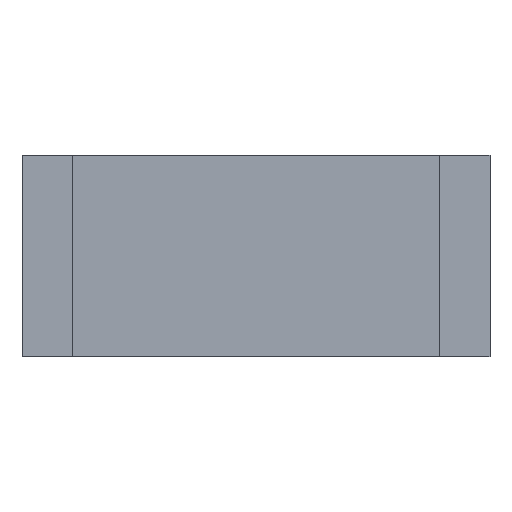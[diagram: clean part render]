
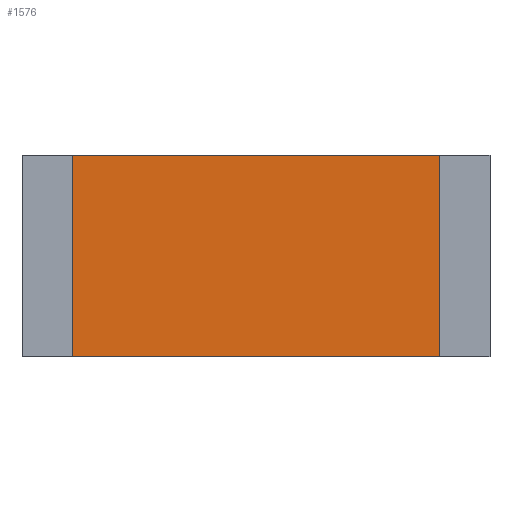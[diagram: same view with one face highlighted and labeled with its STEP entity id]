
A CAD part, front view. The second image highlights one B-rep face of the part: STEP entity #1576.
In plain terms, the highlighted planar face has unit normal (0, -1, 0).
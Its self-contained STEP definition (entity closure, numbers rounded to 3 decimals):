
#32 = PLANE('',#33);
#33 = AXIS2_PLACEMENT_3D('',#34,#35,#36);
#34 = CARTESIAN_POINT('',(-32.5,8.5,0.));
#35 = DIRECTION('',(0.,0.,-1.));
#36 = DIRECTION('',(0.,-1.,0.));
#361 = VERTEX_POINT('',#362);
#362 = CARTESIAN_POINT('',(25.5,-3.5,0.));
#375 = PLANE('',#376);
#376 = AXIS2_PLACEMENT_3D('',#377,#378,#379);
#377 = CARTESIAN_POINT('',(25.5,-3.5,28.));
#378 = DIRECTION('',(1.,0.,0.));
#379 = DIRECTION('',(0.,1.,0.));
#386 = EDGE_CURVE('',#361,#387,#389,.T.);
#387 = VERTEX_POINT('',#388);
#388 = CARTESIAN_POINT('',(-25.5,-3.5,0.));
#389 = SURFACE_CURVE('',#390,(#394,#400),.PCURVE_S1.);
#390 = LINE('',#391,#392);
#391 = CARTESIAN_POINT('',(-29.,-3.5,0.));
#392 = VECTOR('',#393,1.);
#393 = DIRECTION('',(-1.,0.,0.));
#394 = PCURVE('',#32,#395);
#395 = DEFINITIONAL_REPRESENTATION('',(#396),#399);
#396 = B_SPLINE_CURVE_WITH_KNOTS('',1,(#397,#398),.UNSPECIFIED.,.F.,.F.,
  (2,2),(-54.5,-3.5),.PIECEWISE_BEZIER_KNOTS.);
#397 = CARTESIAN_POINT('',(12.,-58.));
#398 = CARTESIAN_POINT('',(12.,-7.));
#399 = ( GEOMETRIC_REPRESENTATION_CONTEXT(2) 
PARAMETRIC_REPRESENTATION_CONTEXT() REPRESENTATION_CONTEXT('2D SPACE',''
  ) );
#400 = PCURVE('',#401,#406);
#401 = PLANE('',#402);
#402 = AXIS2_PLACEMENT_3D('',#403,#404,#405);
#403 = CARTESIAN_POINT('',(-25.5,-3.5,28.));
#404 = DIRECTION('',(0.,-1.,0.));
#405 = DIRECTION('',(1.,0.,0.));
#406 = DEFINITIONAL_REPRESENTATION('',(#407),#410);
#407 = B_SPLINE_CURVE_WITH_KNOTS('',1,(#408,#409),.UNSPECIFIED.,.F.,.F.,
  (2,2),(-54.5,-3.5),.PIECEWISE_BEZIER_KNOTS.);
#408 = CARTESIAN_POINT('',(51.,-28.));
#409 = CARTESIAN_POINT('',(0.,-28.));
#410 = ( GEOMETRIC_REPRESENTATION_CONTEXT(2) 
PARAMETRIC_REPRESENTATION_CONTEXT() REPRESENTATION_CONTEXT('2D SPACE',''
  ) );
#427 = PLANE('',#428);
#428 = AXIS2_PLACEMENT_3D('',#429,#430,#431);
#429 = CARTESIAN_POINT('',(-25.5,-66.,28.));
#430 = DIRECTION('',(-1.,0.,0.));
#431 = DIRECTION('',(0.,0.,-1.));
#851 = PLANE('',#852);
#852 = AXIS2_PLACEMENT_3D('',#853,#854,#855);
#853 = CARTESIAN_POINT('',(-32.5,-64.,28.));
#854 = DIRECTION('',(0.,0.,1.));
#855 = DIRECTION('',(0.,1.,0.));
#1533 = VERTEX_POINT('',#1534);
#1534 = CARTESIAN_POINT('',(-25.5,-3.5,28.));
#1555 = EDGE_CURVE('',#1533,#387,#1556,.T.);
#1556 = SURFACE_CURVE('',#1557,(#1561,#1568),.PCURVE_S1.);
#1557 = LINE('',#1558,#1559);
#1558 = CARTESIAN_POINT('',(-25.5,-3.5,28.));
#1559 = VECTOR('',#1560,1.);
#1560 = DIRECTION('',(0.,0.,-1.));
#1561 = PCURVE('',#427,#1562);
#1562 = DEFINITIONAL_REPRESENTATION('',(#1563),#1567);
#1563 = LINE('',#1564,#1565);
#1564 = CARTESIAN_POINT('',(0.,-62.5));
#1565 = VECTOR('',#1566,1.);
#1566 = DIRECTION('',(1.,0.));
#1567 = ( GEOMETRIC_REPRESENTATION_CONTEXT(2) 
PARAMETRIC_REPRESENTATION_CONTEXT() REPRESENTATION_CONTEXT('2D SPACE',''
  ) );
#1568 = PCURVE('',#401,#1569);
#1569 = DEFINITIONAL_REPRESENTATION('',(#1570),#1574);
#1570 = LINE('',#1571,#1572);
#1571 = CARTESIAN_POINT('',(0.,0.));
#1572 = VECTOR('',#1573,1.);
#1573 = DIRECTION('',(0.,-1.));
#1574 = ( GEOMETRIC_REPRESENTATION_CONTEXT(2) 
PARAMETRIC_REPRESENTATION_CONTEXT() REPRESENTATION_CONTEXT('2D SPACE',''
  ) );
#1576 = ADVANCED_FACE('',(#1577),#401,.T.);
#1577 = FACE_BOUND('',#1578,.T.);
#1578 = EDGE_LOOP('',(#1579,#1602,#1603,#1604));
#1579 = ORIENTED_EDGE('',*,*,#1580,.F.);
#1580 = EDGE_CURVE('',#1533,#1581,#1583,.T.);
#1581 = VERTEX_POINT('',#1582);
#1582 = CARTESIAN_POINT('',(25.5,-3.5,28.));
#1583 = SURFACE_CURVE('',#1584,(#1588,#1595),.PCURVE_S1.);
#1584 = LINE('',#1585,#1586);
#1585 = CARTESIAN_POINT('',(-25.5,-3.5,28.));
#1586 = VECTOR('',#1587,1.);
#1587 = DIRECTION('',(1.,0.,0.));
#1588 = PCURVE('',#401,#1589);
#1589 = DEFINITIONAL_REPRESENTATION('',(#1590),#1594);
#1590 = LINE('',#1591,#1592);
#1591 = CARTESIAN_POINT('',(0.,0.));
#1592 = VECTOR('',#1593,1.);
#1593 = DIRECTION('',(1.,0.));
#1594 = ( GEOMETRIC_REPRESENTATION_CONTEXT(2) 
PARAMETRIC_REPRESENTATION_CONTEXT() REPRESENTATION_CONTEXT('2D SPACE',''
  ) );
#1595 = PCURVE('',#851,#1596);
#1596 = DEFINITIONAL_REPRESENTATION('',(#1597),#1601);
#1597 = LINE('',#1598,#1599);
#1598 = CARTESIAN_POINT('',(60.5,-7.));
#1599 = VECTOR('',#1600,1.);
#1600 = DIRECTION('',(0.,-1.));
#1601 = ( GEOMETRIC_REPRESENTATION_CONTEXT(2) 
PARAMETRIC_REPRESENTATION_CONTEXT() REPRESENTATION_CONTEXT('2D SPACE',''
  ) );
#1602 = ORIENTED_EDGE('',*,*,#1555,.T.);
#1603 = ORIENTED_EDGE('',*,*,#386,.F.);
#1604 = ORIENTED_EDGE('',*,*,#1605,.F.);
#1605 = EDGE_CURVE('',#1581,#361,#1606,.T.);
#1606 = SURFACE_CURVE('',#1607,(#1611,#1618),.PCURVE_S1.);
#1607 = LINE('',#1608,#1609);
#1608 = CARTESIAN_POINT('',(25.5,-3.5,28.));
#1609 = VECTOR('',#1610,1.);
#1610 = DIRECTION('',(0.,0.,-1.));
#1611 = PCURVE('',#401,#1612);
#1612 = DEFINITIONAL_REPRESENTATION('',(#1613),#1617);
#1613 = LINE('',#1614,#1615);
#1614 = CARTESIAN_POINT('',(51.,0.));
#1615 = VECTOR('',#1616,1.);
#1616 = DIRECTION('',(0.,-1.));
#1617 = ( GEOMETRIC_REPRESENTATION_CONTEXT(2) 
PARAMETRIC_REPRESENTATION_CONTEXT() REPRESENTATION_CONTEXT('2D SPACE',''
  ) );
#1618 = PCURVE('',#375,#1619);
#1619 = DEFINITIONAL_REPRESENTATION('',(#1620),#1624);
#1620 = LINE('',#1621,#1622);
#1621 = CARTESIAN_POINT('',(0.,0.));
#1622 = VECTOR('',#1623,1.);
#1623 = DIRECTION('',(0.,-1.));
#1624 = ( GEOMETRIC_REPRESENTATION_CONTEXT(2) 
PARAMETRIC_REPRESENTATION_CONTEXT() REPRESENTATION_CONTEXT('2D SPACE',''
  ) );
